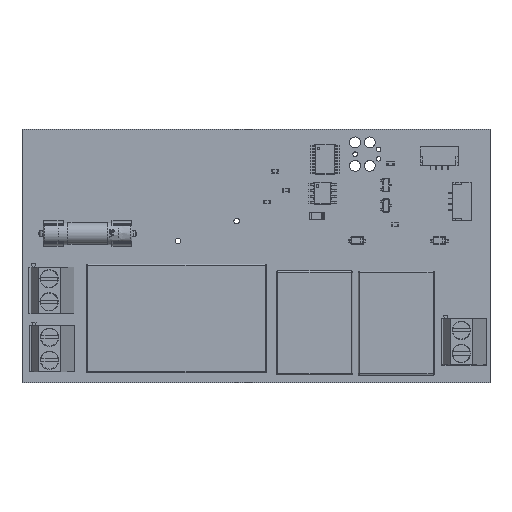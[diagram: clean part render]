
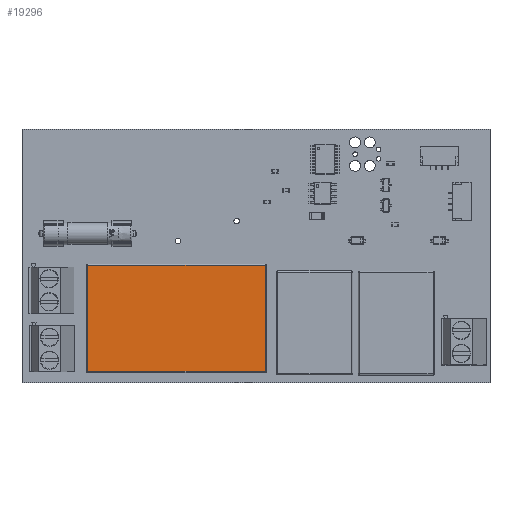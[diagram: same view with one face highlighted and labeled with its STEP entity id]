
A CAD part, top view. The second image highlights one B-rep face of the part: STEP entity #19296.
In plain terms, the highlighted planar face has unit normal (0, 0, 1).
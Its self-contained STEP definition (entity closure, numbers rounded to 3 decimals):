
#19099 = VERTEX_POINT('',#19100);
#19100 = CARTESIAN_POINT('',(36.05,8.5,18.1));
#19107 = EDGE_CURVE('',#19099,#19108,#19110,.T.);
#19108 = VERTEX_POINT('',#19109);
#19109 = CARTESIAN_POINT('',(36.05,-14.5,18.1));
#19110 = LINE('',#19111,#19112);
#19111 = CARTESIAN_POINT('',(36.05,8.5,18.1));
#19112 = VECTOR('',#19113,1.);
#19113 = DIRECTION('',(0.,-1.,0.));
#19296 = ADVANCED_FACE('',(#19297),#19322,.F.);
#19297 = FACE_BOUND('',#19298,.F.);
#19298 = EDGE_LOOP('',(#19299,#19307,#19308,#19316));
#19299 = ORIENTED_EDGE('',*,*,#19300,.T.);
#19300 = EDGE_CURVE('',#19301,#19099,#19303,.T.);
#19301 = VERTEX_POINT('',#19302);
#19302 = CARTESIAN_POINT('',(-2.45,8.5,18.1));
#19303 = LINE('',#19304,#19305);
#19304 = CARTESIAN_POINT('',(-2.45,8.5,18.1));
#19305 = VECTOR('',#19306,1.);
#19306 = DIRECTION('',(1.,0.,0.));
#19307 = ORIENTED_EDGE('',*,*,#19107,.T.);
#19308 = ORIENTED_EDGE('',*,*,#19309,.T.);
#19309 = EDGE_CURVE('',#19108,#19310,#19312,.T.);
#19310 = VERTEX_POINT('',#19311);
#19311 = CARTESIAN_POINT('',(-2.45,-14.5,18.1));
#19312 = LINE('',#19313,#19314);
#19313 = CARTESIAN_POINT('',(36.05,-14.5,18.1));
#19314 = VECTOR('',#19315,1.);
#19315 = DIRECTION('',(-1.,0.,0.));
#19316 = ORIENTED_EDGE('',*,*,#19317,.T.);
#19317 = EDGE_CURVE('',#19310,#19301,#19318,.T.);
#19318 = LINE('',#19319,#19320);
#19319 = CARTESIAN_POINT('',(-2.45,-14.5,18.1));
#19320 = VECTOR('',#19321,1.);
#19321 = DIRECTION('',(0.,1.,0.));
#19322 = PLANE('',#19323);
#19323 = AXIS2_PLACEMENT_3D('',#19324,#19325,#19326);
#19324 = CARTESIAN_POINT('',(16.8,-3.,18.1));
#19325 = DIRECTION('',(-0.,-0.,-1.));
#19326 = DIRECTION('',(-1.,0.,0.));
